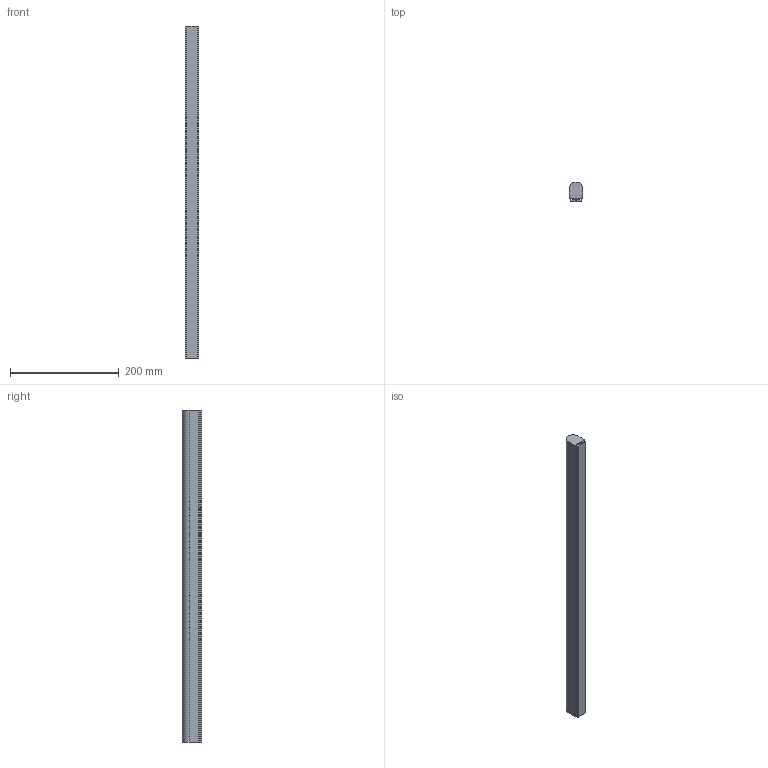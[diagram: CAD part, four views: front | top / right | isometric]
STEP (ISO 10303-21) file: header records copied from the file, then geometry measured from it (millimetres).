
FILE_DESCRIPTION (( 'STEP AP214' ), '1' );
FILE_NAME ('1502-2110.STEP', '2017-09-06T10:42:24', ( '' ), ( '' ), 'SwSTEP 2.0', 'SolidWorks 2017', '' );
FILE_SCHEMA (( 'AUTOMOTIVE_DESIGN' ));
Length unit declared in the file: millimetre
Products named in the file (1): 1502-2110
Bounding box: 25 x 35.5 x 609.6 mm (x, y, z)
Volume: 458939.4 mm3; surface area: 89274.6 mm2
Topology: 1 solids, 1 shells, 25 faces, 69 edges, 46 vertices
Faces by surface type: plane 13, cylinder 12
Full cylindrical faces by diameter (mm): 4 x1
Entity records: 840 total; most frequent: DIRECTION 144, CARTESIAN_POINT 140, ORIENTED_EDGE 136, EDGE_CURVE 68, AXIS2_PLACEMENT_3D 50, VERTEX_POINT 46, VECTOR 44, LINE 44
